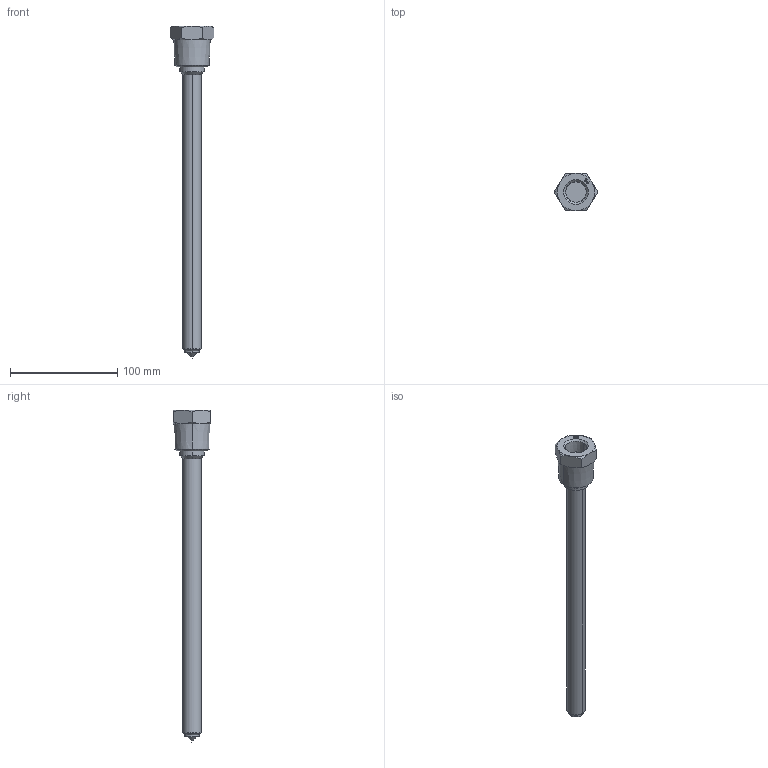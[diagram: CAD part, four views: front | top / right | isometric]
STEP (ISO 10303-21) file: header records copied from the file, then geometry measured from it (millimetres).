
FILE_DESCRIPTION (( 'STEP AP203' ), '1' );
FILE_NAME ('SEP SOCKET (HCE).STEP', '2013-10-10T13:39:27', ( 'PCTech' ), ( 'Microsoft' ), 'SwSTEP 2.0', 'SolidWorks 2013', '' );
FILE_SCHEMA (( 'CONFIG_CONTROL_DESIGN' ));
Length unit declared in the file: inch
Products named in the file (1): SEP SOCKET (HCE)
Bounding box: 40.33 x 34.92 x 309.61 mm (x, y, z)
Volume: 93187.8 mm3; surface area: 21062.1 mm2
Topology: 1 solids, 1 shells, 83 faces, 197 edges, 123 vertices
Faces by surface type: cone 32, bspline 24, plane 21, cylinder 6
Entity records: 3704 total; most frequent: CARTESIAN_POINT 1890, ORIENTED_EDGE 390, DIRECTION 295, EDGE_CURVE 195, VERTEX_POINT 123, AXIS2_PLACEMENT_3D 112, EDGE_LOOP 92, FACE_OUTER_BOUND 83
